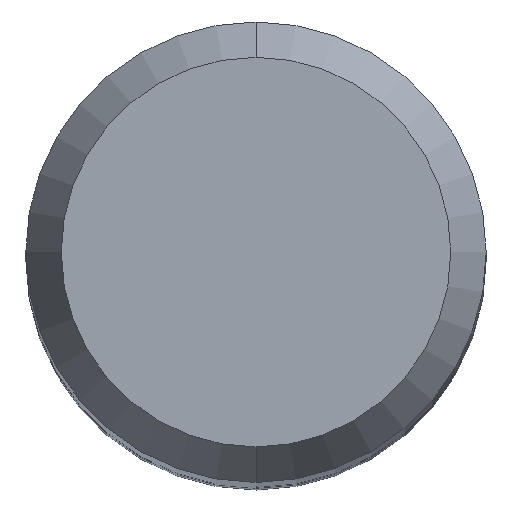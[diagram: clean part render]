
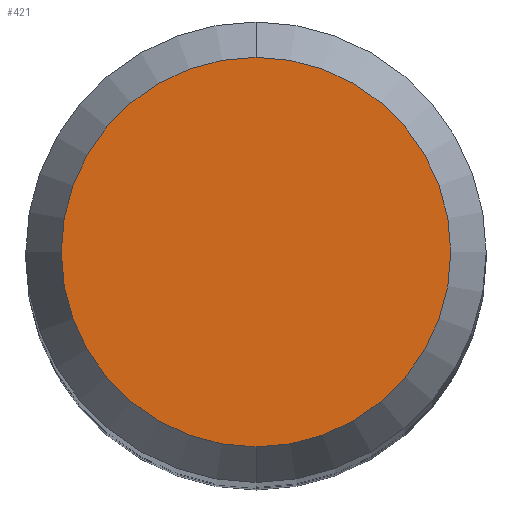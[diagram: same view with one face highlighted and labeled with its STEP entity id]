
A CAD part, top view. The second image highlights one B-rep face of the part: STEP entity #421.
In plain terms, the highlighted planar face has unit normal (0, 0, 1).
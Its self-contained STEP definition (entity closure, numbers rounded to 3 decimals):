
#303=VERTEX_POINT('',#669);
#309=VERTEX_POINT('',#678);
#351=EDGE_CURVE('',#303,#309,#728,.T.);
#421=ADVANCED_FACE('',(#807),#808,.T.);
#513=EDGE_CURVE('',#309,#303,#908,.T.);
#669=CARTESIAN_POINT('',(0.,-2.538,0.0));
#678=CARTESIAN_POINT('',(0.0,2.538,0.0));
#728=CIRCLE('',#1265,2.538);
#807=FACE_OUTER_BOUND('',#1421,.T.);
#808=PLANE('',#1422);
#908=CIRCLE('',#1615,2.538);
#1265=AXIS2_PLACEMENT_3D('',#1846,#1847,#1848);
#1421=EDGE_LOOP('',(#1945,#1946));
#1422=AXIS2_PLACEMENT_3D('',#1947,#1948,#1949);
#1615=AXIS2_PLACEMENT_3D('',#2063,#2064,#2065);
#1846=CARTESIAN_POINT('',(0.0,0.0,0.0));
#1847=DIRECTION('',(0.0,0.0,-1.0));
#1848=DIRECTION('',(0.0,1.0,0.0));
#1945=ORIENTED_EDGE('',*,*,#513,.F.);
#1946=ORIENTED_EDGE('',*,*,#351,.F.);
#1947=CARTESIAN_POINT('',(0.0,1.269,0.0));
#1948=DIRECTION('',(-0.0,0.0,1.0));
#1949=DIRECTION('',(0.0,-1.0,0.0));
#2063=CARTESIAN_POINT('',(0.0,0.0,0.0));
#2064=DIRECTION('',(0.0,0.0,-1.0));
#2065=DIRECTION('',(0.0,1.0,0.0));
